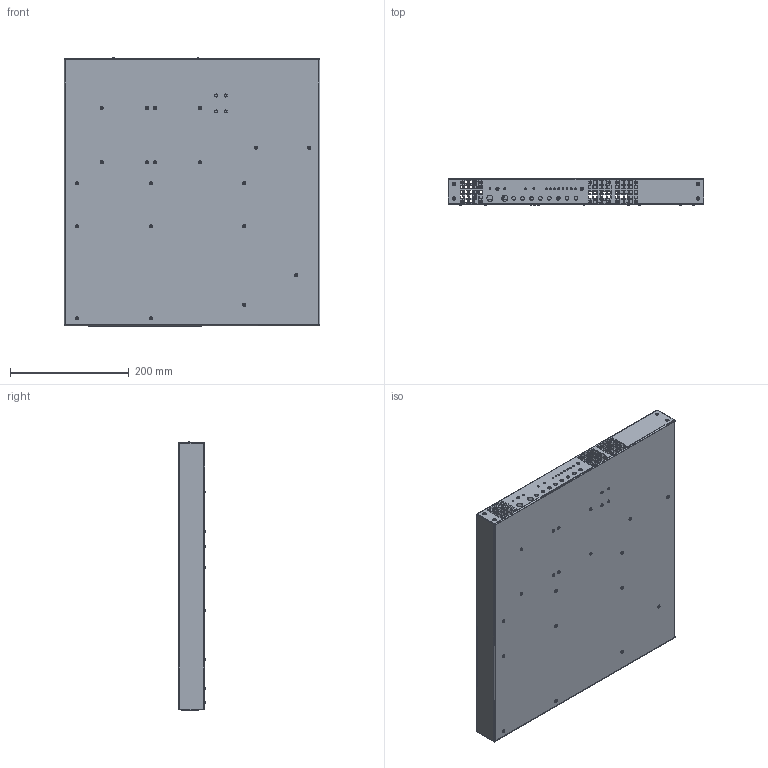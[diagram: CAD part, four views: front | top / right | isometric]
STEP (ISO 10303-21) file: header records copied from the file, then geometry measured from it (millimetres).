
FILE_DESCRIPTION((''),'2;1');
FILE_NAME('ROACH_2_CHASSIS_ASM','2011-09-12T',('Admin'),(''),'PRO/ENGINEER BY PARAMETRIC TECHNOLOGY CORPORATION, 2010180','PRO/ENGINEER BY PARAMETRIC TECHNOLOGY CORPORATION, 2010180','');
FILE_SCHEMA(('CONFIG_CONTROL_DESIGN'));
Length unit declared in the file: millimetre
Products named in the file (7): ROACH_2_CHASSIS_SHEET_REV_2; ROACH_2_LID; BACK_PANEL; STANDOFF6MM; STANDOFFM3_4MM; NUTINSERTM3; ROACH_2_CHASSIS_ASM
Assembly tree (83 placements, depth 2):
  ROACH_2_CHASSIS_ASM
    ROACH_2_CHASSIS_SHEET_REV_2
    ROACH_2_LID
    BACK_PANEL
    STANDOFF6MM  x22
    STANDOFFM3_4MM  x16
    NUTINSERTM3  x42
Bounding box: 431 x 46.05 x 452.4 mm (x, y, z)
Volume: 619712.3 mm3; surface area: 962401.2 mm2
Topology: 83 solids, 83 shells, 1694 faces, 4120 edges, 2692 vertices
Faces by surface type: plane 900, cylinder 690, cone 76, bspline 28
Entity records: 31794 total; most frequent: CARTESIAN_POINT 6377, ORIENTED_EDGE 5108, DIRECTION 5068, EDGE_CURVE 2554, VECTOR 1862, LINE 1862, VERTEX_POINT 1648, AXIS2_PLACEMENT_3D 1603
